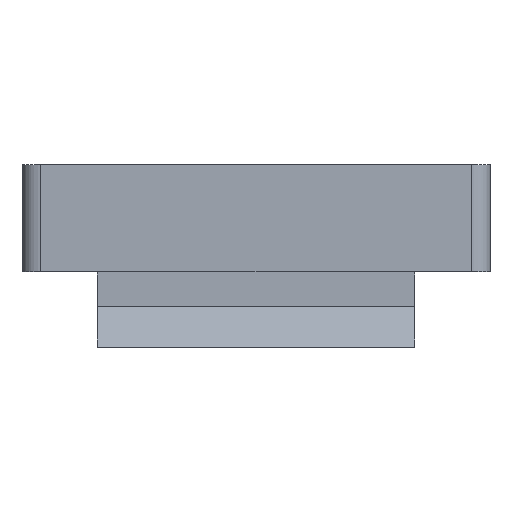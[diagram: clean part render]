
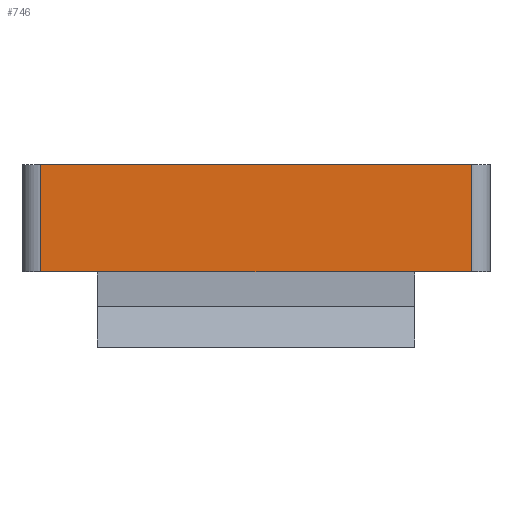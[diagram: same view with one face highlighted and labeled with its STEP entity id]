
A CAD part, left-side view. The second image highlights one B-rep face of the part: STEP entity #746.
In plain terms, the highlighted planar face has unit normal (-1, 0, 0).
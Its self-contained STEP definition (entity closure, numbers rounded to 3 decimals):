
#47=PLANE('',#821);
#84=FACE_OUTER_BOUND('',#126,.T.);
#126=EDGE_LOOP('',(#670,#671,#672,#673));
#202=LINE('',#1190,#288);
#206=LINE('',#1206,#292);
#214=LINE('',#1228,#300);
#215=LINE('',#1230,#301);
#288=VECTOR('',#973,10.);
#292=VECTOR('',#987,10.);
#300=VECTOR('',#1011,10.);
#301=VECTOR('',#1014,10.);
#373=VERTEX_POINT('',#1186);
#375=VERTEX_POINT('',#1189);
#382=VERTEX_POINT('',#1204);
#387=VERTEX_POINT('',#1224);
#469=EDGE_CURVE('',#373,#375,#202,.T.);
#477=EDGE_CURVE('',#382,#373,#206,.T.);
#488=EDGE_CURVE('',#375,#387,#214,.T.);
#489=EDGE_CURVE('',#387,#382,#215,.T.);
#670=ORIENTED_EDGE('',*,*,#477,.F.);
#671=ORIENTED_EDGE('',*,*,#489,.F.);
#672=ORIENTED_EDGE('',*,*,#488,.F.);
#673=ORIENTED_EDGE('',*,*,#469,.F.);
#746=ADVANCED_FACE('',(#84),#47,.T.);
#821=AXIS2_PLACEMENT_3D('',#1229,#1012,#1013);
#973=DIRECTION('',(0.,1.,0.));
#987=DIRECTION('',(0.,0.,-1.));
#1011=DIRECTION('',(0.,0.,1.));
#1012=DIRECTION('center_axis',(-1.,0.,0.));
#1013=DIRECTION('ref_axis',(0.,-1.,0.));
#1014=DIRECTION('',(0.,-1.,0.));
#1186=CARTESIAN_POINT('',(-62.2,2.,0.));
#1189=CARTESIAN_POINT('',(-62.2,47.8,0.));
#1190=CARTESIAN_POINT('',(-62.2,0.,0.));
#1204=CARTESIAN_POINT('',(-62.2,2.,11.4));
#1206=CARTESIAN_POINT('',(-62.2,2.,0.));
#1224=CARTESIAN_POINT('',(-62.2,47.8,11.4));
#1228=CARTESIAN_POINT('',(-62.2,47.8,0.));
#1229=CARTESIAN_POINT('Origin',(-62.2,49.8,0.));
#1230=CARTESIAN_POINT('',(-62.2,0.,11.4));
